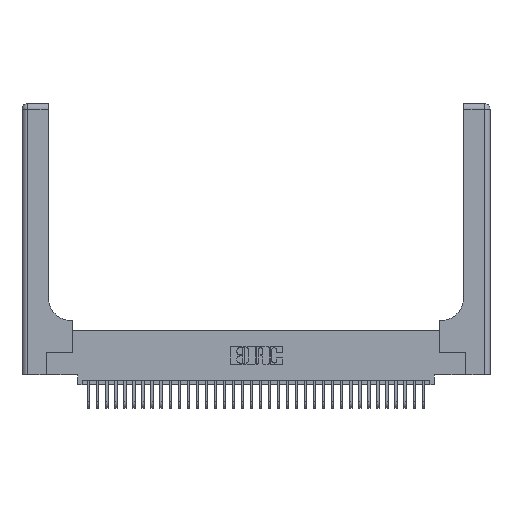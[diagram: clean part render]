
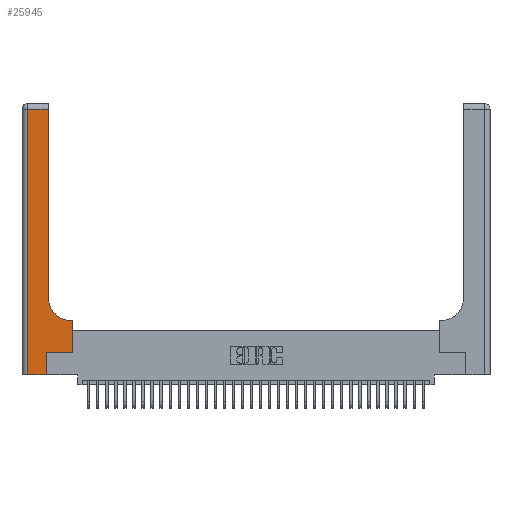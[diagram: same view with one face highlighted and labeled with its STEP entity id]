
A CAD part, top view. The second image highlights one B-rep face of the part: STEP entity #25945.
In plain terms, the highlighted planar face has unit normal (0, 0, 1).
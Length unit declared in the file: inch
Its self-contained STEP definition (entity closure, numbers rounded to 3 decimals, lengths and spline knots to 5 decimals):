
#240 = ORIENTED_EDGE ( 'NONE', *, *, #3685, .T. ) ;
#757 = CARTESIAN_POINT ( 'NONE',  ( 0.2915, 3., 0.37 ) ) ;
#1144 = VERTEX_POINT ( 'NONE', #35990 ) ;
#1553 = CARTESIAN_POINT ( 'NONE',  ( 0.5585, 0.25, 0.37 ) ) ;
#2403 = EDGE_CURVE ( 'NONE', #22048, #18418, #30105, .T. ) ;
#2566 = AXIS2_PLACEMENT_3D ( 'NONE', #27204, #7120, #21542 ) ;
#3350 = LINE ( 'NONE', #24237, #32766 ) ;
#3467 = EDGE_CURVE ( 'NONE', #1144, #28122, #3350, .T. ) ;
#3685 = EDGE_CURVE ( 'NONE', #18316, #33988, #21398, .T. ) ;
#4203 = EDGE_CURVE ( 'NONE', #28122, #15482, #19608, .T. ) ;
#4487 = CARTESIAN_POINT ( 'NONE',  ( 0.06, 3., 0.37 ) ) ;
#4711 = FACE_OUTER_BOUND ( 'NONE', #22519, .T. ) ;
#5283 = ORIENTED_EDGE ( 'NONE', *, *, #3467, .T. ) ;
#6453 = VECTOR ( 'NONE', #33263, 39.37008 ) ;
#6823 = CARTESIAN_POINT ( 'NONE',  ( 0.269, 0., 0.37 ) ) ;
#6925 = VERTEX_POINT ( 'NONE', #17841 ) ;
#7120 = DIRECTION ( 'NONE',  ( 0., 0., -1. ) ) ;
#8651 = CIRCLE ( 'NONE', #25045, 0.25 ) ;
#8957 = VECTOR ( 'NONE', #26520, 39.37008 ) ;
#9090 = DIRECTION ( 'NONE',  ( -1., 0., 0. ) ) ;
#9282 = ORIENTED_EDGE ( 'NONE', *, *, #2403, .T. ) ;
#10858 = ORIENTED_EDGE ( 'NONE', *, *, #23066, .T. ) ;
#10867 = DIRECTION ( 'NONE',  ( -1., 0., 0. ) ) ;
#11212 = VECTOR ( 'NONE', #10867, 39.37008 ) ;
#11276 = VECTOR ( 'NONE', #24723, 39.37008 ) ;
#11596 = EDGE_CURVE ( 'NONE', #6925, #22048, #8651, .T. ) ;
#11980 = ORIENTED_EDGE ( 'NONE', *, *, #23449, .T. ) ;
#13288 = ORIENTED_EDGE ( 'NONE', *, *, #4203, .T. ) ;
#13890 = CARTESIAN_POINT ( 'NONE',  ( 0.06, 0., 0.37 ) ) ;
#14090 = CARTESIAN_POINT ( 'NONE',  ( 0., 0., 0.37 ) ) ;
#14332 = DIRECTION ( 'NONE',  ( 0., 0., -1. ) ) ;
#14711 = CARTESIAN_POINT ( 'NONE',  ( 0.2915, 2.94, 0.37 ) ) ;
#14932 = EDGE_CURVE ( 'NONE', #15482, #6925, #31497, .T. ) ;
#15234 = DIRECTION ( 'NONE',  ( 0., 1., 0. ) ) ;
#15436 = PLANE ( 'NONE',  #2566 ) ;
#15482 = VERTEX_POINT ( 'NONE', #26247 ) ;
#17841 = CARTESIAN_POINT ( 'NONE',  ( 0.5415, 0.6, 0.37 ) ) ;
#18316 = VERTEX_POINT ( 'NONE', #13890 ) ;
#18418 = VERTEX_POINT ( 'NONE', #14711 ) ;
#19608 = LINE ( 'NONE', #1553, #6453 ) ;
#20172 = VECTOR ( 'NONE', #15234, 39.37008 ) ;
#20586 = CARTESIAN_POINT ( 'NONE',  ( 0.2915, 0.6, 0.37 ) ) ;
#20746 = LINE ( 'NONE', #4487, #11276 ) ;
#21398 = LINE ( 'NONE', #14090, #29105 ) ;
#21542 = DIRECTION ( 'NONE',  ( -1., 0., 0. ) ) ;
#22048 = VERTEX_POINT ( 'NONE', #29066 ) ;
#22519 = EDGE_LOOP ( 'NONE', ( #9282, #27292, #10858, #240, #11980, #5283, #13288, #24337, #34656 ) ) ;
#22589 = DIRECTION ( 'NONE',  ( 1., 0., 0. ) ) ;
#23066 = EDGE_CURVE ( 'NONE', #31636, #18316, #20746, .T. ) ;
#23449 = EDGE_CURVE ( 'NONE', #33988, #1144, #29743, .T. ) ;
#23720 = EDGE_CURVE ( 'NONE', #18418, #31636, #36934, .T. ) ;
#24237 = CARTESIAN_POINT ( 'NONE',  ( 0.269, 0.25, 0.37 ) ) ;
#24337 = ORIENTED_EDGE ( 'NONE', *, *, #14932, .T. ) ;
#24723 = DIRECTION ( 'NONE',  ( 0., -1., 0. ) ) ;
#25043 = CARTESIAN_POINT ( 'NONE',  ( 0., 2.94, 0.37 ) ) ;
#25045 = AXIS2_PLACEMENT_3D ( 'NONE', #28761, #14332, #22589 ) ;
#25945 = ADVANCED_FACE ( 'NONE', ( #4711 ), #15436, .F. ) ;
#26075 = CARTESIAN_POINT ( 'NONE',  ( 0.269, 0., 0.37 ) ) ;
#26247 = CARTESIAN_POINT ( 'NONE',  ( 0.5585, 0.6, 0.37 ) ) ;
#26520 = DIRECTION ( 'NONE',  ( 0., 1., 0. ) ) ;
#27204 = CARTESIAN_POINT ( 'NONE',  ( 0., 3., 0.37 ) ) ;
#27292 = ORIENTED_EDGE ( 'NONE', *, *, #23720, .T. ) ;
#28122 = VERTEX_POINT ( 'NONE', #36415 ) ;
#28761 = CARTESIAN_POINT ( 'NONE',  ( 0.5415, 0.85, 0.37 ) ) ;
#29066 = CARTESIAN_POINT ( 'NONE',  ( 0.2915, 0.85, 0.37 ) ) ;
#29105 = VECTOR ( 'NONE', #34325, 39.37008 ) ;
#29743 = LINE ( 'NONE', #6823, #8957 ) ;
#29930 = DIRECTION ( 'NONE',  ( 1., 0., 0. ) ) ;
#30105 = LINE ( 'NONE', #757, #20172 ) ;
#31497 = LINE ( 'NONE', #20586, #37294 ) ;
#31636 = VERTEX_POINT ( 'NONE', #31997 ) ;
#31997 = CARTESIAN_POINT ( 'NONE',  ( 0.06, 2.94, 0.37 ) ) ;
#32766 = VECTOR ( 'NONE', #29930, 39.37008 ) ;
#33263 = DIRECTION ( 'NONE',  ( 0., 1., 0. ) ) ;
#33988 = VERTEX_POINT ( 'NONE', #26075 ) ;
#34325 = DIRECTION ( 'NONE',  ( 1., 0., 0. ) ) ;
#34656 = ORIENTED_EDGE ( 'NONE', *, *, #11596, .T. ) ;
#35990 = CARTESIAN_POINT ( 'NONE',  ( 0.269, 0.25, 0.37 ) ) ;
#36415 = CARTESIAN_POINT ( 'NONE',  ( 0.5585, 0.25, 0.37 ) ) ;
#36934 = LINE ( 'NONE', #25043, #11212 ) ;
#37294 = VECTOR ( 'NONE', #9090, 39.37008 ) ;
